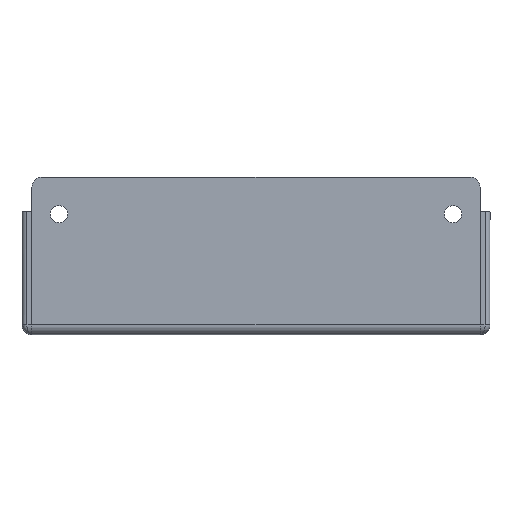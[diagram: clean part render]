
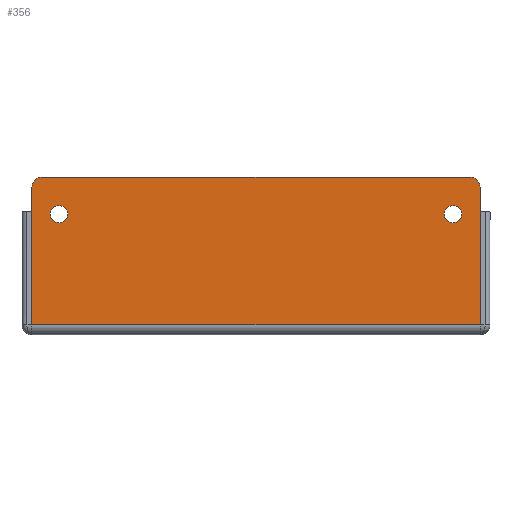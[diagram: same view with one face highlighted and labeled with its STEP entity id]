
A CAD part, front view. The second image highlights one B-rep face of the part: STEP entity #356.
In plain terms, the highlighted planar face has unit normal (0, -1, 0).
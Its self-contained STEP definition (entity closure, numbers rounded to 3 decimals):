
#6 = EDGE_CURVE ( 'NONE', #229, #1091, #1617, .T. ) ;
#22 = DIRECTION ( 'NONE',  ( 0., 1., 0. ) ) ;
#42 = VERTEX_POINT ( 'NONE', #337 ) ;
#51 = EDGE_CURVE ( 'NONE', #951, #1892, #1544, .T. ) ;
#64 = VERTEX_POINT ( 'NONE', #85 ) ;
#85 = CARTESIAN_POINT ( 'NONE',  ( 174., -4., 60. ) ) ;
#91 = AXIS2_PLACEMENT_3D ( 'NONE', #1123, #1700, #666 ) ;
#100 = ORIENTED_EDGE ( 'NONE', *, *, #1788, .F. ) ;
#111 = ORIENTED_EDGE ( 'NONE', *, *, #51, .T. ) ;
#114 = DIRECTION ( 'NONE',  ( -1., 0., 0. ) ) ;
#124 = CIRCLE ( 'NONE', #1374, 8. ) ;
#137 = DIRECTION ( 'NONE',  ( 0., 1., 0. ) ) ;
#147 = VECTOR ( 'NONE', #1559, 1000. ) ;
#173 = CARTESIAN_POINT ( 'NONE',  ( -182., -4., 60. ) ) ;
#175 = CARTESIAN_POINT ( 'NONE',  ( -160., -4., 30. ) ) ;
#187 = VECTOR ( 'NONE', #746, 1000. ) ;
#229 = VERTEX_POINT ( 'NONE', #256 ) ;
#232 = VERTEX_POINT ( 'NONE', #244 ) ;
#244 = CARTESIAN_POINT ( 'NONE',  ( -160., -4., 23. ) ) ;
#251 = VECTOR ( 'NONE', #1748, 1000. ) ;
#255 = EDGE_CURVE ( 'NONE', #1091, #1522, #1605, .T. ) ;
#256 = CARTESIAN_POINT ( 'NONE',  ( 182., -4., 32. ) ) ;
#282 = VECTOR ( 'NONE', #114, 1000. ) ;
#294 = DIRECTION ( 'NONE',  ( 0., 1., 0. ) ) ;
#295 = DIRECTION ( 'NONE',  ( 0., 0., 1. ) ) ;
#322 = CARTESIAN_POINT ( 'NONE',  ( 160., -4., 30. ) ) ;
#337 = CARTESIAN_POINT ( 'NONE',  ( -182., -4., 32. ) ) ;
#339 = VERTEX_POINT ( 'NONE', #1367 ) ;
#356 = ADVANCED_FACE ( 'NONE', ( #1480, #1636, #600 ), #1800, .F. ) ;
#392 = CARTESIAN_POINT ( 'NONE',  ( 174., -4., 52. ) ) ;
#395 = EDGE_LOOP ( 'NONE', ( #100, #111, #1707, #1391, #538, #1293, #526, #986 ) ) ;
#414 = CARTESIAN_POINT ( 'NONE',  ( 160., -4., 30. ) ) ;
#417 = EDGE_CURVE ( 'NONE', #1171, #1685, #1454, .T. ) ;
#431 = ORIENTED_EDGE ( 'NONE', *, *, #1434, .T. ) ;
#438 = CARTESIAN_POINT ( 'NONE',  ( -160., -4., 30. ) ) ;
#450 = CARTESIAN_POINT ( 'NONE',  ( 160., -4., 23. ) ) ;
#481 = DIRECTION ( 'NONE',  ( 0., 0., -1. ) ) ;
#505 = VECTOR ( 'NONE', #481, 1000. ) ;
#506 = EDGE_CURVE ( 'NONE', #1861, #64, #124, .T. ) ;
#508 = CARTESIAN_POINT ( 'NONE',  ( -182., -4., 52. ) ) ;
#520 = VECTOR ( 'NONE', #756, 1000. ) ;
#526 = ORIENTED_EDGE ( 'NONE', *, *, #1154, .F. ) ;
#538 = ORIENTED_EDGE ( 'NONE', *, *, #255, .F. ) ;
#584 = CARTESIAN_POINT ( 'NONE',  ( -182., -4., -60. ) ) ;
#600 = FACE_OUTER_BOUND ( 'NONE', #395, .T. ) ;
#621 = DIRECTION ( 'NONE',  ( 0., 0., -1. ) ) ;
#626 = LINE ( 'NONE', #173, #520 ) ;
#656 = EDGE_CURVE ( 'NONE', #42, #1892, #880, .T. ) ;
#666 = DIRECTION ( 'NONE',  ( 0., 0., 1. ) ) ;
#700 = CARTESIAN_POINT ( 'NONE',  ( -182., -4., 60. ) ) ;
#701 = EDGE_LOOP ( 'NONE', ( #1533, #1029 ) ) ;
#738 = DIRECTION ( 'NONE',  ( 0., 1., 0. ) ) ;
#742 = CARTESIAN_POINT ( 'NONE',  ( 0., -4., 0. ) ) ;
#746 = DIRECTION ( 'NONE',  ( 0., 0., -1. ) ) ;
#756 = DIRECTION ( 'NONE',  ( 0., 0., 1. ) ) ;
#794 = CIRCLE ( 'NONE', #954, 7. ) ;
#803 = AXIS2_PLACEMENT_3D ( 'NONE', #175, #738, #1806 ) ;
#839 = DIRECTION ( 'NONE',  ( 0., 0., 1. ) ) ;
#867 = DIRECTION ( 'NONE',  ( 0., 0., -1. ) ) ;
#880 = LINE ( 'NONE', #700, #251 ) ;
#904 = EDGE_CURVE ( 'NONE', #339, #232, #1127, .T. ) ;
#934 = AXIS2_PLACEMENT_3D ( 'NONE', #742, #294, #1349 ) ;
#951 = VERTEX_POINT ( 'NONE', #1193 ) ;
#954 = AXIS2_PLACEMENT_3D ( 'NONE', #414, #1307, #867 ) ;
#975 = LINE ( 'NONE', #1255, #147 ) ;
#981 = CARTESIAN_POINT ( 'NONE',  ( 182., -4., -60. ) ) ;
#986 = ORIENTED_EDGE ( 'NONE', *, *, #506, .T. ) ;
#1029 = ORIENTED_EDGE ( 'NONE', *, *, #417, .T. ) ;
#1039 = ORIENTED_EDGE ( 'NONE', *, *, #904, .T. ) ;
#1091 = VERTEX_POINT ( 'NONE', #1306 ) ;
#1123 = CARTESIAN_POINT ( 'NONE',  ( -174., -4., 52. ) ) ;
#1127 = CIRCLE ( 'NONE', #803, 7. ) ;
#1154 = EDGE_CURVE ( 'NONE', #1861, #229, #1803, .T. ) ;
#1171 = VERTEX_POINT ( 'NONE', #450 ) ;
#1193 = CARTESIAN_POINT ( 'NONE',  ( -174., -4., 60. ) ) ;
#1255 = CARTESIAN_POINT ( 'NONE',  ( 182., -4., 60. ) ) ;
#1293 = ORIENTED_EDGE ( 'NONE', *, *, #6, .F. ) ;
#1306 = CARTESIAN_POINT ( 'NONE',  ( 182., -4., -60. ) ) ;
#1307 = DIRECTION ( 'NONE',  ( 0., 1., 0. ) ) ;
#1349 = DIRECTION ( 'NONE',  ( 0., 0., 1. ) ) ;
#1360 = CARTESIAN_POINT ( 'NONE',  ( 182., -4., 60. ) ) ;
#1367 = CARTESIAN_POINT ( 'NONE',  ( -160., -4., 37. ) ) ;
#1374 = AXIS2_PLACEMENT_3D ( 'NONE', #392, #1419, #839 ) ;
#1391 = ORIENTED_EDGE ( 'NONE', *, *, #1741, .F. ) ;
#1419 = DIRECTION ( 'NONE',  ( 0., -1., 0. ) ) ;
#1429 = EDGE_LOOP ( 'NONE', ( #1039, #431 ) ) ;
#1434 = EDGE_CURVE ( 'NONE', #232, #339, #1581, .T. ) ;
#1454 = CIRCLE ( 'NONE', #1576, 7. ) ;
#1480 = FACE_BOUND ( 'NONE', #1429, .T. ) ;
#1486 = CARTESIAN_POINT ( 'NONE',  ( 160., -4., 37. ) ) ;
#1522 = VERTEX_POINT ( 'NONE', #584 ) ;
#1533 = ORIENTED_EDGE ( 'NONE', *, *, #1588, .T. ) ;
#1544 = CIRCLE ( 'NONE', #91, 8. ) ;
#1559 = DIRECTION ( 'NONE',  ( 1., 0., 0. ) ) ;
#1576 = AXIS2_PLACEMENT_3D ( 'NONE', #322, #22, #621 ) ;
#1581 = CIRCLE ( 'NONE', #1645, 7. ) ;
#1588 = EDGE_CURVE ( 'NONE', #1685, #1171, #794, .T. ) ;
#1605 = LINE ( 'NONE', #981, #282 ) ;
#1617 = LINE ( 'NONE', #1628, #187 ) ;
#1628 = CARTESIAN_POINT ( 'NONE',  ( 182., -4., 60. ) ) ;
#1636 = FACE_BOUND ( 'NONE', #701, .T. ) ;
#1645 = AXIS2_PLACEMENT_3D ( 'NONE', #438, #137, #295 ) ;
#1685 = VERTEX_POINT ( 'NONE', #1486 ) ;
#1689 = CARTESIAN_POINT ( 'NONE',  ( 182., -4., 52. ) ) ;
#1700 = DIRECTION ( 'NONE',  ( 0., -1., 0. ) ) ;
#1707 = ORIENTED_EDGE ( 'NONE', *, *, #656, .F. ) ;
#1741 = EDGE_CURVE ( 'NONE', #1522, #42, #626, .T. ) ;
#1748 = DIRECTION ( 'NONE',  ( 0., 0., 1. ) ) ;
#1788 = EDGE_CURVE ( 'NONE', #951, #64, #975, .T. ) ;
#1800 = PLANE ( 'NONE',  #934 ) ;
#1803 = LINE ( 'NONE', #1360, #505 ) ;
#1806 = DIRECTION ( 'NONE',  ( 0., 0., 1. ) ) ;
#1861 = VERTEX_POINT ( 'NONE', #1689 ) ;
#1892 = VERTEX_POINT ( 'NONE', #508 ) ;
